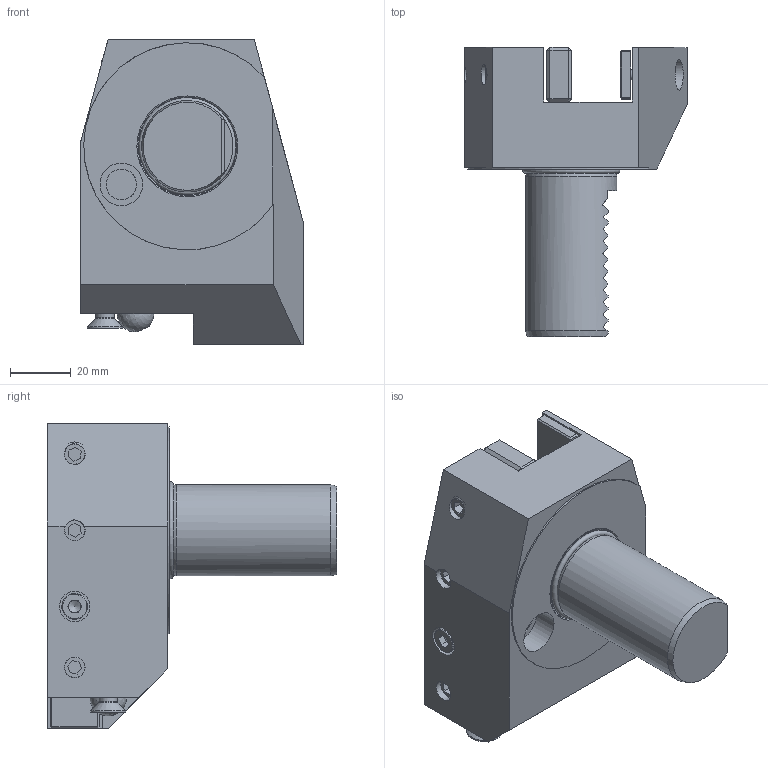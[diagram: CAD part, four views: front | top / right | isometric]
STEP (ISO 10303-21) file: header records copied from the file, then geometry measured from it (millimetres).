
FILE_DESCRIPTION (( 'STEP AP214' ), '1' );
FILE_NAME ('A_B8-30X20X40.STEP', '2020-12-14T12:46:30', ( '' ), ( '' ), 'SwSTEP 2.0', 'SolidWorks 2016', '' );
FILE_SCHEMA (( 'AUTOMOTIVE_DESIGN' ));
Length unit declared in the file: millimetre
Products named in the file (1): A_B8-30X20X40
Bounding box: 73.1 x 95 x 100 mm (x, y, z)
Surface area: 42070.9 mm2 (no closed solid volume)
Topology: 0 solids, 23 shells, 200 faces, 610 edges, 430 vertices
Faces by surface type: plane 153, cylinder 29, cone 10, torus 5, bspline 2, sphere 1
Full cylindrical faces by diameter (mm): 2 x1, 2.5 x1, 3.3 x1, 4.2 x1, 6 x1, 6.8 x3, 8.366 x1, 8.5 x1, 10 x3, 11.57 x1, 14 x1, 30 x1
Entity records: 9082 total; most frequent: CARTESIAN_POINT 1830, DIRECTION 968, ORIENTED_EDGE 939, EDGE_CURVE 570, VERTEX_POINT 421, VECTOR 394, LINE 394, AXIS2_PLACEMENT_3D 287
